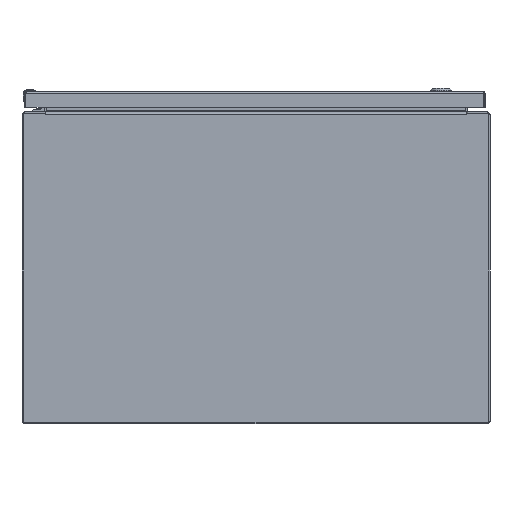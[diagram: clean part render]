
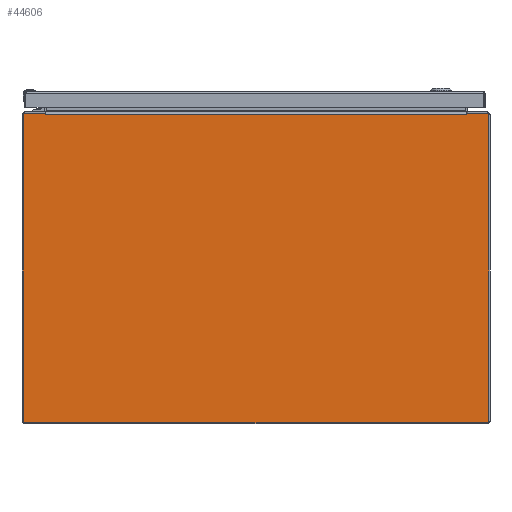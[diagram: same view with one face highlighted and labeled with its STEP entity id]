
A CAD part, front view. The second image highlights one B-rep face of the part: STEP entity #44606.
In plain terms, the highlighted planar face has unit normal (0, -1, 0).
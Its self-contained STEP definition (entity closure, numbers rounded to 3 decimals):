
#778 = DIRECTION ( 'NONE',  ( 0., 0., -1. ) ) ;
#2589 = VERTEX_POINT ( 'NONE', #50445 ) ;
#3699 = VERTEX_POINT ( 'NONE', #34987 ) ;
#4059 = ORIENTED_EDGE ( 'NONE', *, *, #61119, .T. ) ;
#4138 = AXIS2_PLACEMENT_3D ( 'NONE', #35856, #73658, #102761 ) ;
#4431 = EDGE_CURVE ( 'NONE', #122596, #60322, #90936, .T. ) ;
#6226 = DIRECTION ( 'NONE',  ( 1., 0., 0. ) ) ;
#6558 = CIRCLE ( 'NONE', #75770, 0.08 ) ;
#9883 = CIRCLE ( 'NONE', #75137, 0.08 ) ;
#10155 = CARTESIAN_POINT ( 'NONE',  ( 11.857, -12., -7.857 ) ) ;
#10778 = CARTESIAN_POINT ( 'NONE',  ( 10.828, -12., 7.937 ) ) ;
#12013 = ORIENTED_EDGE ( 'NONE', *, *, #121929, .T. ) ;
#12599 = VERTEX_POINT ( 'NONE', #34161 ) ;
#13330 = DIRECTION ( 'NONE',  ( 0., -1., 0. ) ) ;
#15513 = CARTESIAN_POINT ( 'NONE',  ( 0., -12., -7.937 ) ) ;
#15986 = ORIENTED_EDGE ( 'NONE', *, *, #98583, .T. ) ;
#17602 = ORIENTED_EDGE ( 'NONE', *, *, #44575, .T. ) ;
#18592 = LINE ( 'NONE', #94158, #27413 ) ;
#18951 = CARTESIAN_POINT ( 'NONE',  ( 10.828, -12., 7.937 ) ) ;
#19256 = CIRCLE ( 'NONE', #37029, 0.08 ) ;
#20077 = LINE ( 'NONE', #10778, #109228 ) ;
#22012 = CARTESIAN_POINT ( 'NONE',  ( 10.806, -12., 7.855 ) ) ;
#22831 = CARTESIAN_POINT ( 'NONE',  ( 0., -12., 7.855 ) ) ;
#23055 = CARTESIAN_POINT ( 'NONE',  ( -11.937, -12., -7.857 ) ) ;
#23609 = ORIENTED_EDGE ( 'NONE', *, *, #60373, .T. ) ;
#25905 = CARTESIAN_POINT ( 'NONE',  ( -10.798, -12., 7.855 ) ) ;
#26651 = LINE ( 'NONE', #15513, #99216 ) ;
#26980 = EDGE_CURVE ( 'NONE', #2589, #90173, #18592, .T. ) ;
#27413 = VECTOR ( 'NONE', #56381, 39.37 ) ;
#28000 = ORIENTED_EDGE ( 'NONE', *, *, #68054, .T. ) ;
#28393 = CARTESIAN_POINT ( 'NONE',  ( 11.937, -12., 0. ) ) ;
#28434 = ORIENTED_EDGE ( 'NONE', *, *, #4431, .T. ) ;
#31149 = ORIENTED_EDGE ( 'NONE', *, *, #26980, .T. ) ;
#31772 = CARTESIAN_POINT ( 'NONE',  ( 11.937, -12., 7.857 ) ) ;
#31771 = DIRECTION ( 'NONE',  ( -1., 0., 0. ) ) ;
#33840 = VECTOR ( 'NONE', #66218, 39.37 ) ;
#34082 = EDGE_CURVE ( 'NONE', #97002, #72846, #94012, .T. ) ;
#34161 = CARTESIAN_POINT ( 'NONE',  ( 10.814, -12., 7.855 ) ) ;
#34987 = CARTESIAN_POINT ( 'NONE',  ( -11.937, -12., 7.857 ) ) ;
#35856 = CARTESIAN_POINT ( 'NONE',  ( 0., -12., 0. ) ) ;
#37029 = AXIS2_PLACEMENT_3D ( 'NONE', #79597, #13330, #67303 ) ;
#37643 = EDGE_CURVE ( 'NONE', #99691, #3699, #19256, .T. ) ;
#38751 = LINE ( 'NONE', #22012, #117497 ) ;
#41526 = CARTESIAN_POINT ( 'NONE',  ( -11.857, -12., -7.857 ) ) ;
#41644 = CARTESIAN_POINT ( 'NONE',  ( 10.798, -12., 7.855 ) ) ;
#41727 = ORIENTED_EDGE ( 'NONE', *, *, #55007, .T. ) ;
#42509 = AXIS2_PLACEMENT_3D ( 'NONE', #41526, #97901, #114048 ) ;
#44415 = DIRECTION ( 'NONE',  ( 0., -1., 0. ) ) ;
#44575 = EDGE_CURVE ( 'NONE', #92631, #74864, #74279, .T. ) ;
#44606 = ADVANCED_FACE ( 'NONE', ( #95291 ), #120724, .T. ) ;
#44652 = VECTOR ( 'NONE', #60627, 39.37 ) ;
#45463 = CARTESIAN_POINT ( 'NONE',  ( -11.857, -12., 7.937 ) ) ;
#46210 = CARTESIAN_POINT ( 'NONE',  ( -10.814, -12., 7.855 ) ) ;
#46517 = CARTESIAN_POINT ( 'NONE',  ( 11.857, -12., -7.937 ) ) ;
#46625 = CARTESIAN_POINT ( 'NONE',  ( 0., -12., 7.855 ) ) ;
#46733 = LINE ( 'NONE', #115438, #120317 ) ;
#48071 = VECTOR ( 'NONE', #84411, 39.37 ) ;
#50445 = CARTESIAN_POINT ( 'NONE',  ( 11.857, -12., 7.937 ) ) ;
#55007 = EDGE_CURVE ( 'NONE', #90173, #12599, #20077, .T. ) ;
#55703 = ORIENTED_EDGE ( 'NONE', *, *, #85832, .T. ) ;
#55908 = LINE ( 'NONE', #46625, #48071 ) ;
#56381 = DIRECTION ( 'NONE',  ( -1., 0., 0. ) ) ;
#56723 = LINE ( 'NONE', #46210, #119376 ) ;
#58304 = ORIENTED_EDGE ( 'NONE', *, *, #95575, .T. ) ;
#59802 = DIRECTION ( 'NONE',  ( -1., 0., 0. ) ) ;
#60322 = VERTEX_POINT ( 'NONE', #110629 ) ;
#60373 = EDGE_CURVE ( 'NONE', #60322, #64689, #56723, .T. ) ;
#60627 = DIRECTION ( 'NONE',  ( -1., 0., 0. ) ) ;
#61119 = EDGE_CURVE ( 'NONE', #12599, #73922, #38751, .T. ) ;
#64689 = VERTEX_POINT ( 'NONE', #73108 ) ;
#66218 = DIRECTION ( 'NONE',  ( 0., 0., 1. ) ) ;
#67303 = DIRECTION ( 'NONE',  ( 0., 0., -1. ) ) ;
#68054 = EDGE_CURVE ( 'NONE', #3699, #97002, #71337, .T. ) ;
#71337 = LINE ( 'NONE', #99817, #114429 ) ;
#72846 = VERTEX_POINT ( 'NONE', #106217 ) ;
#72940 = DIRECTION ( 'NONE',  ( -0.174, 0., -0.985 ) ) ;
#73108 = CARTESIAN_POINT ( 'NONE',  ( -10.828, -12., 7.937 ) ) ;
#73376 = VERTEX_POINT ( 'NONE', #46517 ) ;
#73481 = DIRECTION ( 'NONE',  ( -0.174, 0., 0.985 ) ) ;
#73501 = CARTESIAN_POINT ( 'NONE',  ( 11.937, -12., -7.857 ) ) ;
#73658 = DIRECTION ( 'NONE',  ( 0., -1., 0. ) ) ;
#73922 = VERTEX_POINT ( 'NONE', #41644 ) ;
#74279 = LINE ( 'NONE', #28393, #33840 ) ;
#74864 = VERTEX_POINT ( 'NONE', #31772 ) ;
#75137 = AXIS2_PLACEMENT_3D ( 'NONE', #10155, #44415, #83445 ) ;
#75770 = AXIS2_PLACEMENT_3D ( 'NONE', #93272, #83990, #778 ) ;
#77367 = EDGE_CURVE ( 'NONE', #73376, #92631, #9883, .T. ) ;
#78800 = DIRECTION ( 'NONE',  ( 0., 0., -1. ) ) ;
#79597 = CARTESIAN_POINT ( 'NONE',  ( -11.857, -12., 7.857 ) ) ;
#83445 = DIRECTION ( 'NONE',  ( 0., 0., -1. ) ) ;
#83990 = DIRECTION ( 'NONE',  ( 0., -1., 0. ) ) ;
#84411 = DIRECTION ( 'NONE',  ( -1., 0., 0. ) ) ;
#85832 = EDGE_CURVE ( 'NONE', #64689, #99691, #46733, .T. ) ;
#90173 = VERTEX_POINT ( 'NONE', #18951 ) ;
#90936 = LINE ( 'NONE', #22831, #44652 ) ;
#92631 = VERTEX_POINT ( 'NONE', #73501 ) ;
#93272 = CARTESIAN_POINT ( 'NONE',  ( 11.857, -12., 7.857 ) ) ;
#94012 = CIRCLE ( 'NONE', #42509, 0.08 ) ;
#94158 = CARTESIAN_POINT ( 'NONE',  ( 0., -12., 7.937 ) ) ;
#95291 = FACE_OUTER_BOUND ( 'NONE', #103564, .T. ) ;
#95575 = EDGE_CURVE ( 'NONE', #72846, #73376, #26651, .T. ) ;
#97002 = VERTEX_POINT ( 'NONE', #23055 ) ;
#97901 = DIRECTION ( 'NONE',  ( 0., -1., 0. ) ) ;
#98583 = EDGE_CURVE ( 'NONE', #74864, #2589, #6558, .T. ) ;
#99216 = VECTOR ( 'NONE', #6226, 39.37 ) ;
#99691 = VERTEX_POINT ( 'NONE', #45463 ) ;
#99817 = CARTESIAN_POINT ( 'NONE',  ( -11.937, -12., 0. ) ) ;
#99907 = ORIENTED_EDGE ( 'NONE', *, *, #77367, .T. ) ;
#102538 = ORIENTED_EDGE ( 'NONE', *, *, #37643, .T. ) ;
#102761 = DIRECTION ( 'NONE',  ( 0., 0., -1. ) ) ;
#103564 = EDGE_LOOP ( 'NONE', ( #55703, #102538, #28000, #105874, #58304, #99907, #17602, #15986, #31149, #41727, #4059, #12013, #28434, #23609 ) ) ;
#105874 = ORIENTED_EDGE ( 'NONE', *, *, #34082, .T. ) ;
#106217 = CARTESIAN_POINT ( 'NONE',  ( -11.857, -12., -7.937 ) ) ;
#109228 = VECTOR ( 'NONE', #72940, 39.37 ) ;
#110629 = CARTESIAN_POINT ( 'NONE',  ( -10.814, -12., 7.855 ) ) ;
#114048 = DIRECTION ( 'NONE',  ( 0., 0., -1. ) ) ;
#114429 = VECTOR ( 'NONE', #78800, 39.37 ) ;
#115438 = CARTESIAN_POINT ( 'NONE',  ( 0., -12., 7.937 ) ) ;
#117497 = VECTOR ( 'NONE', #59802, 39.37 ) ;
#119376 = VECTOR ( 'NONE', #73481, 39.37 ) ;
#120317 = VECTOR ( 'NONE', #31771, 39.37 ) ;
#120724 = PLANE ( 'NONE',  #4138 ) ;
#121929 = EDGE_CURVE ( 'NONE', #73922, #122596, #55908, .T. ) ;
#122596 = VERTEX_POINT ( 'NONE', #25905 ) ;
